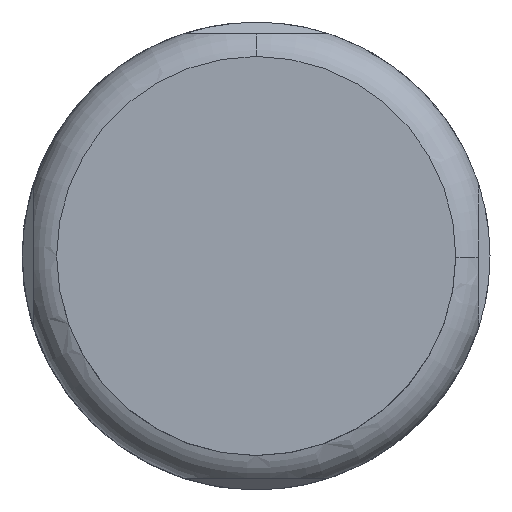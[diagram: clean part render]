
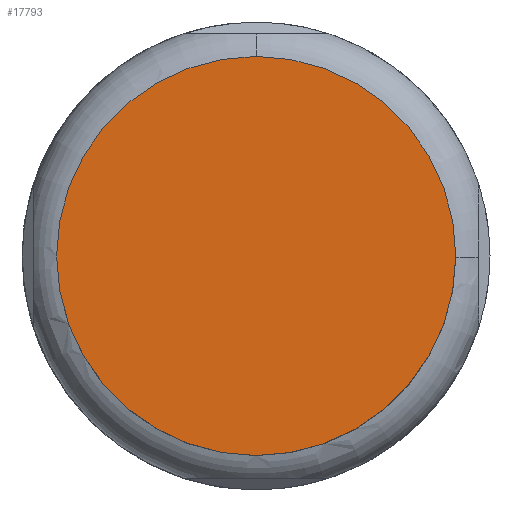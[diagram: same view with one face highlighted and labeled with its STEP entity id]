
A CAD part, front view. The second image highlights one B-rep face of the part: STEP entity #17793.
In plain terms, the highlighted planar face has unit normal (0, -1, 0).
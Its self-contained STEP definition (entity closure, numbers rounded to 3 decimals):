
#393=CARTESIAN_POINT('',(0.,-20.05,0.));
#394=DIRECTION('',(0.,-1.,0.));
#395=DIRECTION('',(1.,0.,0.));
#396=AXIS2_PLACEMENT_3D('',#393,#394,#395);
#398=CARTESIAN_POINT('',(0.,-20.05,0.));
#399=DIRECTION('',(0.,-1.,0.));
#400=DIRECTION('',(-1.,0.,0.));
#401=AXIS2_PLACEMENT_3D('',#398,#399,#400);
#16071=CARTESIAN_POINT('',(8.75,-20.05,0.));
#16072=CARTESIAN_POINT('',(-8.75,-20.05,0.));
#16073=VERTEX_POINT('',#16071);
#16074=VERTEX_POINT('',#16072);
#17784=CARTESIAN_POINT('',(0.,-20.05,0.));
#17785=DIRECTION('',(0.,-1.,0.));
#17786=DIRECTION('',(-1.,0.,0.));
#17787=AXIS2_PLACEMENT_3D('',#17784,#17785,#17786);
#17788=PLANE('',#17787);
#17789=ORIENTED_EDGE('',*,*,#17566,.F.);
#17790=ORIENTED_EDGE('',*,*,#17777,.F.);
#17791=EDGE_LOOP('',(#17789,#17790));
#17792=FACE_OUTER_BOUND('',#17791,.F.);
#397=CIRCLE('',#396,8.75);
#402=CIRCLE('',#401,8.75);
#17566=EDGE_CURVE('',#16073,#16074,#397,.T.);
#17777=EDGE_CURVE('',#16074,#16073,#402,.T.);
#17793=ADVANCED_FACE('',(#17792),#17788,.T.);
